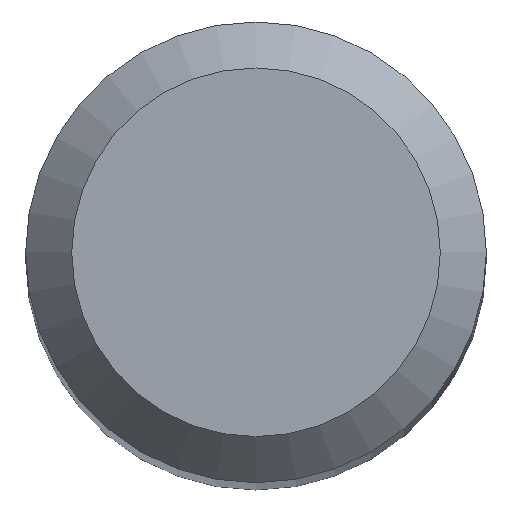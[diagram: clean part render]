
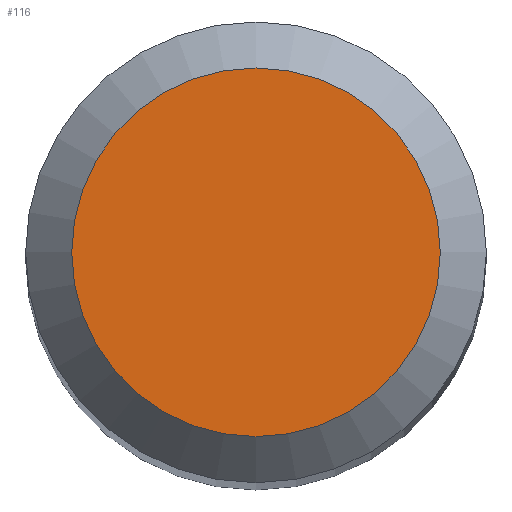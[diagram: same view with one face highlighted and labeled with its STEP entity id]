
A CAD part, top view. The second image highlights one B-rep face of the part: STEP entity #116.
In plain terms, the highlighted planar face has unit normal (0, 0, 1).
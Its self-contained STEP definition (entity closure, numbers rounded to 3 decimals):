
#10 = ORIENTED_EDGE ( 'NONE', *, *, #179, .F. ) ;
#46 = EDGE_LOOP ( 'NONE', ( #10 ) ) ;
#51 = DIRECTION ( 'NONE',  ( 0., 1., 0. ) ) ;
#62 = AXIS2_PLACEMENT_3D ( 'NONE', #165, #131, #51 ) ;
#75 = DIRECTION ( 'NONE',  ( 0., 0., -1. ) ) ;
#80 = AXIS2_PLACEMENT_3D ( 'NONE', #93, #75, #94 ) ;
#93 = CARTESIAN_POINT ( 'NONE',  ( 0., 0., 50. ) ) ;
#94 = DIRECTION ( 'NONE',  ( 0., 1., 0. ) ) ;
#107 = CARTESIAN_POINT ( 'NONE',  ( 0., 2., 50. ) ) ;
#116 = ADVANCED_FACE ( 'NONE', ( #134 ), #174, .F. ) ;
#131 = DIRECTION ( 'NONE',  ( 0., 0., -1. ) ) ;
#132 = VERTEX_POINT ( 'NONE', #107 ) ;
#134 = FACE_OUTER_BOUND ( 'NONE', #46, .T. ) ;
#155 = CIRCLE ( 'NONE', #80, 2. ) ;
#165 = CARTESIAN_POINT ( 'NONE',  ( 0., 0., 50. ) ) ;
#174 = PLANE ( 'NONE',  #62 ) ;
#179 = EDGE_CURVE ( 'NONE', #132, #132, #155, .T. ) ;
